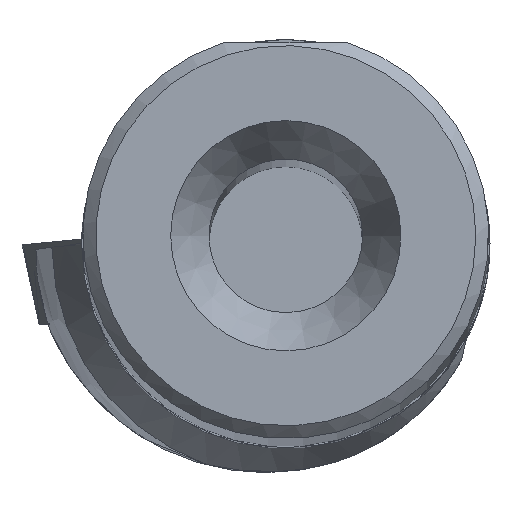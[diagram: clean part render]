
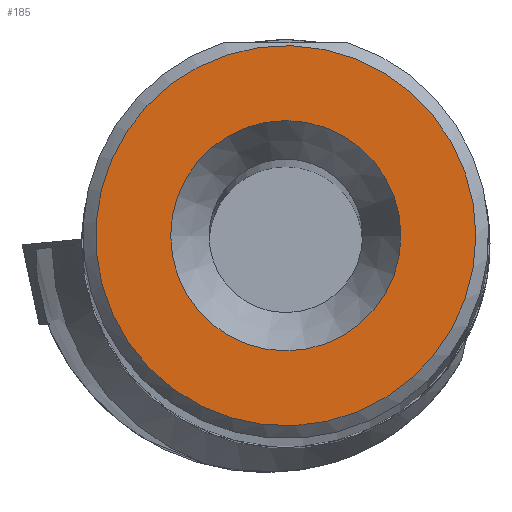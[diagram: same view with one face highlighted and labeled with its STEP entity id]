
A CAD part, top view. The second image highlights one B-rep face of the part: STEP entity #185.
In plain terms, the highlighted planar face has unit normal (0, 0, 1).
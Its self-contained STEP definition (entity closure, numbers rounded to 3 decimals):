
#185=ADVANCED_FACE('',(#316,#317),#214,.T.);
#214=PLANE('',#856);
#316=FACE_BOUND('',#365,.T.);
#317=FACE_BOUND('',#366,.T.);
#365=EDGE_LOOP('',(#491));
#366=EDGE_LOOP('',(#492));
#491=ORIENTED_EDGE('',*,*,#689,.F.);
#492=ORIENTED_EDGE('',*,*,#683,.T.);
#609=VERTEX_POINT('',#1341);
#614=VERTEX_POINT('',#1357);
#683=EDGE_CURVE('',#609,#609,#730,.T.);
#689=EDGE_CURVE('',#614,#614,#733,.T.);
#730=CIRCLE('',#850,7.43);
#733=CIRCLE('',#855,4.5);
#850=AXIS2_PLACEMENT_3D('',#1340,#1003,#1004);
#855=AXIS2_PLACEMENT_3D('',#1356,#1015,#1016);
#856=AXIS2_PLACEMENT_3D('',#1358,#1017,#1018);
#1003=DIRECTION('',(0.,0.,1.));
#1004=DIRECTION('',(1.,0.,0.));
#1015=DIRECTION('',(0.,0.,1.));
#1016=DIRECTION('',(1.,0.,0.));
#1017=DIRECTION('',(0.,0.,1.));
#1018=DIRECTION('',(1.,0.,0.));
#1340=CARTESIAN_POINT('',(0.,0.,0.));
#1341=CARTESIAN_POINT('',(7.43,0.,0.));
#1356=CARTESIAN_POINT('',(0.,0.,0.));
#1357=CARTESIAN_POINT('',(4.5,0.,0.));
#1358=CARTESIAN_POINT('',(0.,0.,0.));
